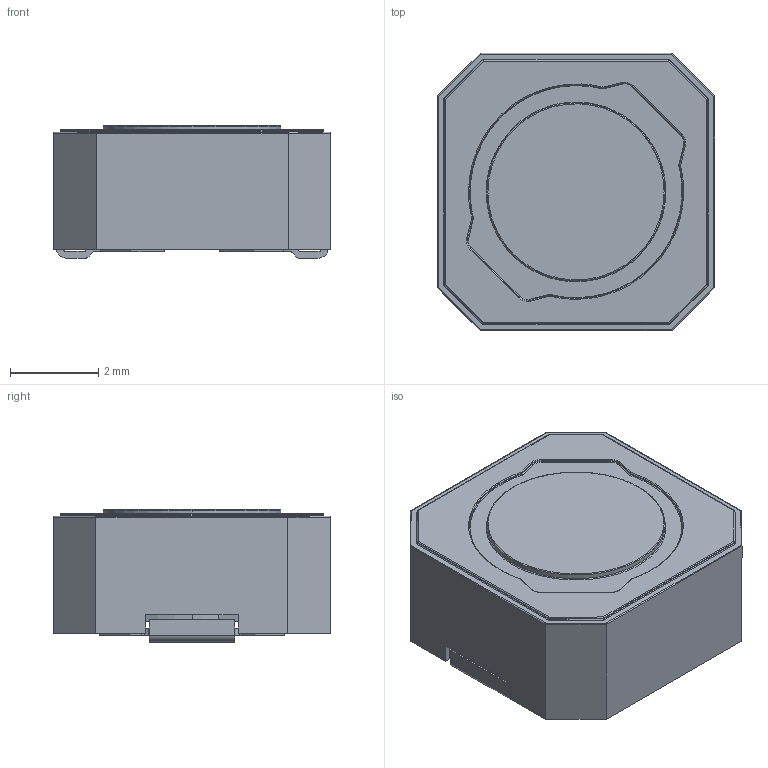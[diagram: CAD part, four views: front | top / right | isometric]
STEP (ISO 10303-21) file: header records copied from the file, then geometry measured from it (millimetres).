
FILE_DESCRIPTION (( 'STEP AP214' ), '1' );
FILE_NAME ('B82462G4.STEP', '2019-09-16T16:34:57', ( '' ), ( '' ), 'SwSTEP 2.0', 'SolidWorks 2018', '' );
FILE_SCHEMA (( 'AUTOMOTIVE_DESIGN' ));
Length unit declared in the file: millimetre
Products named in the file (4): User Library-b82462g4_Part_12435; User Library-b82462g4_ACIS Solid_12198; B82462G4; User Library-b82462g4_Part_47136
Assembly tree (3 placements, depth 2):
  B82462G4
    User Library-b82462g4_ACIS Solid_12198
    User Library-b82462g4_Part_12435
    User Library-b82462g4_Part_47136
Bounding box: 6.3 x 6.3 x 3 mm (x, y, z)
Volume: 30 mm3; surface area: 296.7 mm2
Topology: 3 solids, 3 shells, 235 faces, 595 edges, 372 vertices
Faces by surface type: plane 104, cylinder 101, bspline 30
Entity records: 10300 total; most frequent: CARTESIAN_POINT 2122, ORIENTED_EDGE 1190, DIRECTION 1081, EDGE_CURVE 595, VERTEX_POINT 372, VECTOR 371, LINE 371, AXIS2_PLACEMENT_3D 355
